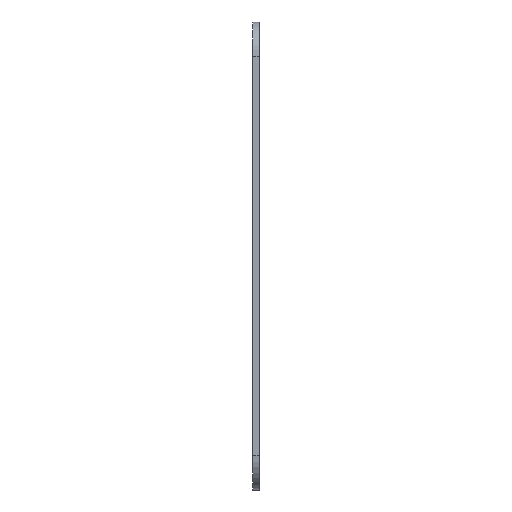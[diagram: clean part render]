
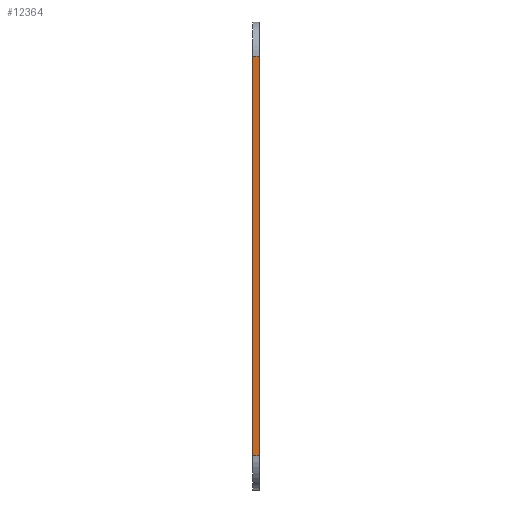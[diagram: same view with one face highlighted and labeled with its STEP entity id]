
A CAD part, left-side view. The second image highlights one B-rep face of the part: STEP entity #12364.
In plain terms, the highlighted planar face has unit normal (-1, 0, 0).
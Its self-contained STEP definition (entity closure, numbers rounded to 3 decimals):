
#302 = EDGE_LOOP ( 'NONE', ( #12394, #2221, #7229, #4733 ) ) ;
#1164 = PLANE ( 'NONE',  #10930 ) ;
#1189 = DIRECTION ( 'NONE',  ( 0., 0., 1. ) ) ;
#1213 = CARTESIAN_POINT ( 'NONE',  ( -186., 0., 58. ) ) ;
#1217 = CARTESIAN_POINT ( 'NONE',  ( -186., -2., -58. ) ) ;
#1275 = EDGE_CURVE ( 'NONE', #3497, #13694, #5435, .T. ) ;
#1290 = CARTESIAN_POINT ( 'NONE',  ( -186., -2., -58. ) ) ;
#2221 = ORIENTED_EDGE ( 'NONE', *, *, #9989, .F. ) ;
#2903 = EDGE_CURVE ( 'NONE', #10593, #8740, #6706, .T. ) ;
#3497 = VERTEX_POINT ( 'NONE', #1290 ) ;
#3649 = LINE ( 'NONE', #9015, #8269 ) ;
#3849 = EDGE_CURVE ( 'NONE', #13694, #8740, #3649, .T. ) ;
#4307 = VECTOR ( 'NONE', #11064, 1000. ) ;
#4733 = ORIENTED_EDGE ( 'NONE', *, *, #3849, .T. ) ;
#5435 = LINE ( 'NONE', #7886, #4307 ) ;
#5514 = DIRECTION ( 'NONE',  ( 0., 0., 1. ) ) ;
#5553 = LINE ( 'NONE', #1217, #12975 ) ;
#6612 = DIRECTION ( 'NONE',  ( -1., 0., 0. ) ) ;
#6706 = LINE ( 'NONE', #11031, #6878 ) ;
#6878 = VECTOR ( 'NONE', #1189, 1000. ) ;
#7229 = ORIENTED_EDGE ( 'NONE', *, *, #1275, .T. ) ;
#7886 = CARTESIAN_POINT ( 'NONE',  ( -186., -2., 58. ) ) ;
#7930 = DIRECTION ( 'NONE',  ( 0., 1., 0. ) ) ;
#8269 = VECTOR ( 'NONE', #7930, 1000. ) ;
#8740 = VERTEX_POINT ( 'NONE', #1213 ) ;
#9015 = CARTESIAN_POINT ( 'NONE',  ( -186., -2., 58. ) ) ;
#9051 = CARTESIAN_POINT ( 'NONE',  ( -186., 0., -58. ) ) ;
#9854 = CARTESIAN_POINT ( 'NONE',  ( -186., -2., 58. ) ) ;
#9989 = EDGE_CURVE ( 'NONE', #3497, #10593, #5553, .T. ) ;
#10593 = VERTEX_POINT ( 'NONE', #9051 ) ;
#10930 = AXIS2_PLACEMENT_3D ( 'NONE', #9854, #6612, #5514 ) ;
#11031 = CARTESIAN_POINT ( 'NONE',  ( -186., 0., 58. ) ) ;
#11064 = DIRECTION ( 'NONE',  ( 0., 0., 1. ) ) ;
#11260 = DIRECTION ( 'NONE',  ( 0., 1., 0. ) ) ;
#12324 = CARTESIAN_POINT ( 'NONE',  ( -186., -2., 58. ) ) ;
#12364 = ADVANCED_FACE ( 'NONE', ( #14280 ), #1164, .T. ) ;
#12394 = ORIENTED_EDGE ( 'NONE', *, *, #2903, .F. ) ;
#12975 = VECTOR ( 'NONE', #11260, 1000. ) ;
#13694 = VERTEX_POINT ( 'NONE', #12324 ) ;
#14280 = FACE_OUTER_BOUND ( 'NONE', #302, .T. ) ;
